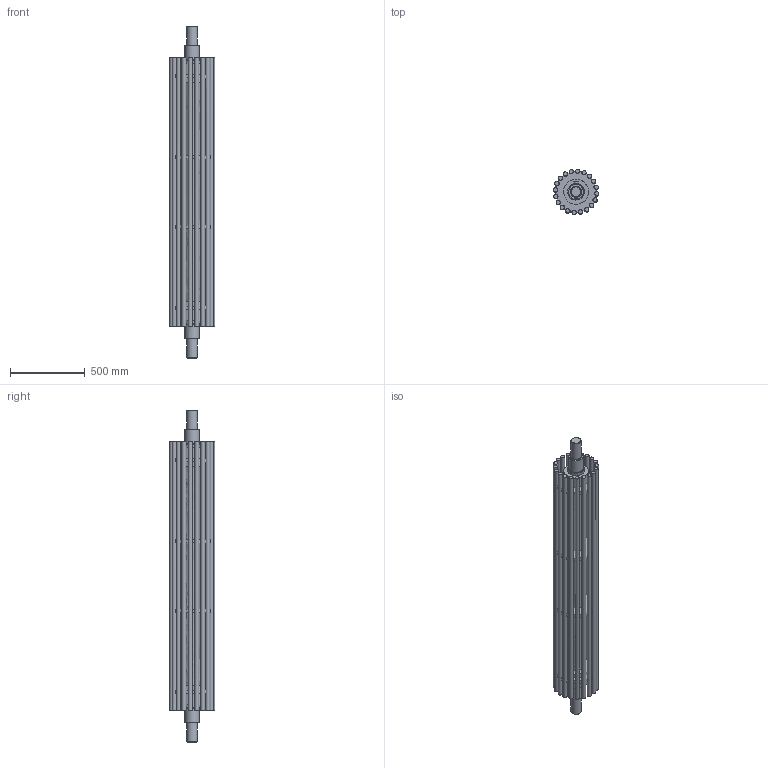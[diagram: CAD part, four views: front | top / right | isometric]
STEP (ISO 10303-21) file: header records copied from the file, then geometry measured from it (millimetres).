
FILE_DESCRIPTION(('FreeCAD Model'),'2;1');
FILE_NAME('Open CASCADE Shape Model','2025-05-07T18:01:06',('FreeCAD'),( 'FreeCAD'),'Open CASCADE STEP processor 7.6','FreeCAD','Unknown');
FILE_SCHEMA(('AUTOMOTIVE_DESIGN { 1 0 10303 214 1 1 1 1 }'));
Length unit declared in the file: millimetre
Products named in the file (1): Open CASCADE STEP translator 7.6 1
Bounding box: 305.1 x 305.09 x 2226.89 mm (x, y, z)
Volume: 48880395.3 mm3; surface area: 4727449.3 mm2
Topology: 30 solids, 30 shells, 298 faces, 684 edges, 456 vertices
Faces by surface type: bspline 298
Entity records: 9446 total; most frequent: CARTESIAN_POINT 5571, ORIENTED_EDGE 1368, EDGE_CURVE 684, VERTEX_POINT 456, FACE_BOUND 324, EDGE_LOOP 324, ADVANCED_FACE 298, B_SPLINE_CURVE_WITH_KNOTS 262
